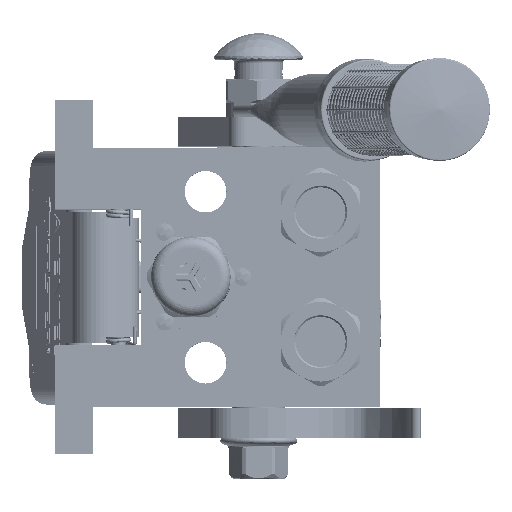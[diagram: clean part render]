
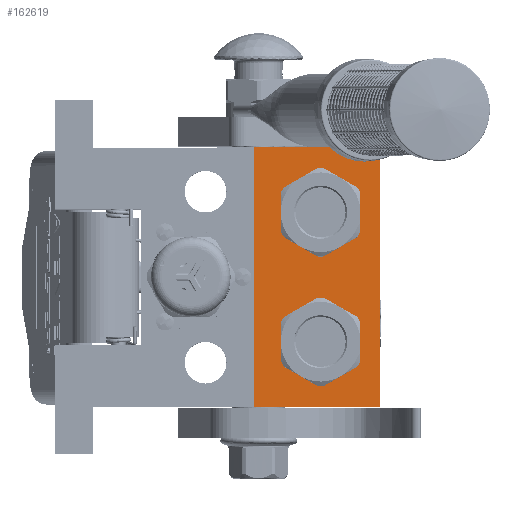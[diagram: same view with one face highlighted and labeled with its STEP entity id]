
A CAD part, top view. The second image highlights one B-rep face of the part: STEP entity #162619.
In plain terms, the highlighted face is planar.
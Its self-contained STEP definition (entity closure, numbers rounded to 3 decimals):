
#1941 = DIRECTION ( 'NONE',  ( 0., 0., -1. ) ) ;
#5572 = LINE ( 'NONE', #111329, #124954 ) ;
#7038 = VERTEX_POINT ( 'NONE', #107808 ) ;
#7455 = ORIENTED_EDGE ( 'NONE', *, *, #67061, .F. ) ;
#7461 = DIRECTION ( 'NONE',  ( 0., -1., 0. ) ) ;
#8165 = EDGE_CURVE ( 'NONE', #58815, #22575, #5572, .T. ) ;
#8973 = CARTESIAN_POINT ( 'NONE',  ( 0., 8.9, 0. ) ) ;
#15849 = EDGE_LOOP ( 'NONE', ( #88192, #199344, #200323, #148243 ) ) ;
#20315 = EDGE_LOOP ( 'NONE', ( #151223, #108591 ) ) ;
#21049 = CARTESIAN_POINT ( 'NONE',  ( -22., 8.9, -20. ) ) ;
#22575 = VERTEX_POINT ( 'NONE', #143638 ) ;
#23838 = CARTESIAN_POINT ( 'NONE',  ( 22., 8.9, -20. ) ) ;
#26824 = CARTESIAN_POINT ( 'NONE',  ( -22., 8.9, -7.85 ) ) ;
#27092 = VERTEX_POINT ( 'NONE', #26824 ) ;
#33937 = CARTESIAN_POINT ( 'NONE',  ( 22., 8.9, -20. ) ) ;
#40977 = PLANE ( 'NONE',  #170215 ) ;
#42260 = LINE ( 'NONE', #98675, #138794 ) ;
#53588 = LINE ( 'NONE', #77349, #185498 ) ;
#57635 = CARTESIAN_POINT ( 'NONE',  ( -44., 8.9, -42.5 ) ) ;
#58051 = EDGE_CURVE ( 'NONE', #104507, #58815, #42260, .T. ) ;
#58169 = CIRCLE ( 'NONE', #131659, 12.15 ) ;
#58815 = VERTEX_POINT ( 'NONE', #57635 ) ;
#60420 = CARTESIAN_POINT ( 'NONE',  ( -22., 8.9, -20. ) ) ;
#67061 = EDGE_CURVE ( 'NONE', #90516, #27092, #92707, .T. ) ;
#73368 = CARTESIAN_POINT ( 'NONE',  ( -44., 8.9, 0. ) ) ;
#77349 = CARTESIAN_POINT ( 'NONE',  ( 44., 8.9, 0. ) ) ;
#85149 = DIRECTION ( 'NONE',  ( 0., 0., -1. ) ) ;
#88192 = ORIENTED_EDGE ( 'NONE', *, *, #58051, .T. ) ;
#89056 = DIRECTION ( 'NONE',  ( 1., 0., 0. ) ) ;
#90516 = VERTEX_POINT ( 'NONE', #138762 ) ;
#91947 = EDGE_CURVE ( 'NONE', #7038, #190758, #137111, .T. ) ;
#92707 = CIRCLE ( 'NONE', #174226, 12.15 ) ;
#98675 = CARTESIAN_POINT ( 'NONE',  ( -44., 8.9, 0. ) ) ;
#100344 = EDGE_CURVE ( 'NONE', #27092, #90516, #58169, .T. ) ;
#101468 = FACE_OUTER_BOUND ( 'NONE', #15849, .T. ) ;
#104507 = VERTEX_POINT ( 'NONE', #187432 ) ;
#104819 = DIRECTION ( 'NONE',  ( 0., 0., 1. ) ) ;
#106809 = EDGE_CURVE ( 'NONE', #160419, #22575, #53588, .T. ) ;
#107500 = AXIS2_PLACEMENT_3D ( 'NONE', #23838, #137415, #153848 ) ;
#107808 = CARTESIAN_POINT ( 'NONE',  ( 22., 8.9, -7.85 ) ) ;
#108591 = ORIENTED_EDGE ( 'NONE', *, *, #91947, .F. ) ;
#111329 = CARTESIAN_POINT ( 'NONE',  ( -44., 8.9, -42.5 ) ) ;
#113588 = CIRCLE ( 'NONE', #135718, 12.15 ) ;
#119261 = LINE ( 'NONE', #73368, #208201 ) ;
#121821 = FACE_BOUND ( 'NONE', #198498, .T. ) ;
#122584 = DIRECTION ( 'NONE',  ( 0., -1., 0. ) ) ;
#124954 = VECTOR ( 'NONE', #208728, 1000. ) ;
#127057 = ORIENTED_EDGE ( 'NONE', *, *, #100344, .F. ) ;
#128508 = DIRECTION ( 'NONE',  ( 0., 0., -1. ) ) ;
#131659 = AXIS2_PLACEMENT_3D ( 'NONE', #21049, #7461, #104819 ) ;
#133877 = EDGE_CURVE ( 'NONE', #190758, #7038, #113588, .T. ) ;
#135718 = AXIS2_PLACEMENT_3D ( 'NONE', #33937, #147582, #1941 ) ;
#137111 = CIRCLE ( 'NONE', #107500, 12.15 ) ;
#137415 = DIRECTION ( 'NONE',  ( 0., -1., 0. ) ) ;
#138431 = CARTESIAN_POINT ( 'NONE',  ( 22., 8.9, -32.15 ) ) ;
#138762 = CARTESIAN_POINT ( 'NONE',  ( -22., 8.9, -32.15 ) ) ;
#138794 = VECTOR ( 'NONE', #85149, 1000. ) ;
#138906 = DIRECTION ( 'NONE',  ( 1., 0., 0. ) ) ;
#143638 = CARTESIAN_POINT ( 'NONE',  ( 44., 8.9, -42.5 ) ) ;
#147582 = DIRECTION ( 'NONE',  ( 0., -1., 0. ) ) ;
#148243 = ORIENTED_EDGE ( 'NONE', *, *, #184512, .F. ) ;
#149804 = FACE_BOUND ( 'NONE', #20315, .T. ) ;
#151223 = ORIENTED_EDGE ( 'NONE', *, *, #133877, .F. ) ;
#153848 = DIRECTION ( 'NONE',  ( 0., 0., 1. ) ) ;
#160419 = VERTEX_POINT ( 'NONE', #194581 ) ;
#162619 = ADVANCED_FACE ( 'NONE', ( #149804, #121821, #101468 ), #40977, .T. ) ;
#170215 = AXIS2_PLACEMENT_3D ( 'NONE', #8973, #122584, #138906 ) ;
#174226 = AXIS2_PLACEMENT_3D ( 'NONE', #60420, #206827, #128508 ) ;
#184512 = EDGE_CURVE ( 'NONE', #104507, #160419, #119261, .T. ) ;
#185498 = VECTOR ( 'NONE', #191181, 1000. ) ;
#187432 = CARTESIAN_POINT ( 'NONE',  ( -44., 8.9, 0. ) ) ;
#190758 = VERTEX_POINT ( 'NONE', #138431 ) ;
#191181 = DIRECTION ( 'NONE',  ( 0., 0., -1. ) ) ;
#194581 = CARTESIAN_POINT ( 'NONE',  ( 44., 8.9, 0. ) ) ;
#198498 = EDGE_LOOP ( 'NONE', ( #7455, #127057 ) ) ;
#199344 = ORIENTED_EDGE ( 'NONE', *, *, #8165, .T. ) ;
#200323 = ORIENTED_EDGE ( 'NONE', *, *, #106809, .F. ) ;
#206827 = DIRECTION ( 'NONE',  ( 0., -1., 0. ) ) ;
#208201 = VECTOR ( 'NONE', #89056, 1000. ) ;
#208728 = DIRECTION ( 'NONE',  ( 1., 0., 0. ) ) ;
